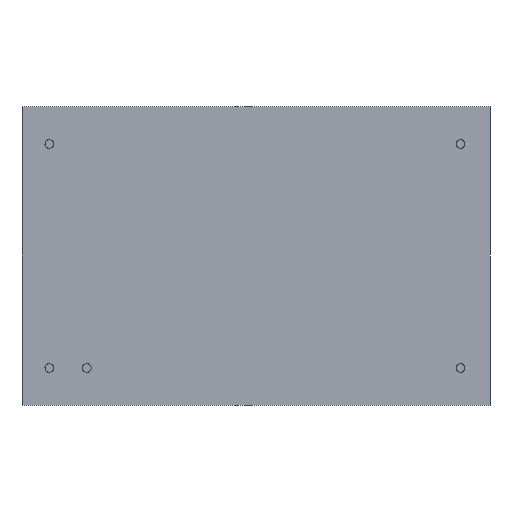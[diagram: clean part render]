
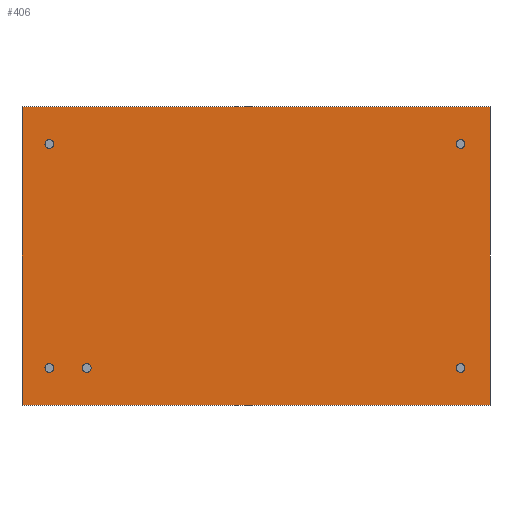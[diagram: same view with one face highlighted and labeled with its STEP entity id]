
A CAD part, front view. The second image highlights one B-rep face of the part: STEP entity #406.
In plain terms, the highlighted planar face has unit normal (0, -1, 0).
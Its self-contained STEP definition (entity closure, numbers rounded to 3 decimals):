
#10 = PLANE ( 'NONE',  #210 ) ;
#14 = EDGE_CURVE ( 'NONE', #452, #228, #448, .T. ) ;
#25 = DIRECTION ( 'NONE',  ( 0., 0., -1. ) ) ;
#26 = EDGE_CURVE ( 'NONE', #602, #214, #313, .T. ) ;
#30 = AXIS2_PLACEMENT_3D ( 'NONE', #321, #165, #227 ) ;
#44 = AXIS2_PLACEMENT_3D ( 'NONE', #373, #139, #244 ) ;
#50 = ORIENTED_EDGE ( 'NONE', *, *, #14, .F. ) ;
#55 = CARTESIAN_POINT ( 'NONE',  ( 0., 0., 0. ) ) ;
#62 = CARTESIAN_POINT ( 'NONE',  ( -11.5, 0., -7.61 ) ) ;
#66 = AXIS2_PLACEMENT_3D ( 'NONE', #629, #485, #476 ) ;
#67 = FACE_BOUND ( 'NONE', #301, .T. ) ;
#73 = CARTESIAN_POINT ( 'NONE',  ( -15.9, 0., -10.15 ) ) ;
#85 = EDGE_CURVE ( 'NONE', #257, #322, #140, .T. ) ;
#90 = CARTESIAN_POINT ( 'NONE',  ( -15.9, 0., 10.15 ) ) ;
#104 = CARTESIAN_POINT ( 'NONE',  ( 13.9, 0., -7.61 ) ) ;
#107 = ORIENTED_EDGE ( 'NONE', *, *, #410, .F. ) ;
#115 = CARTESIAN_POINT ( 'NONE',  ( -15.9, 0., 10.15 ) ) ;
#118 = VERTEX_POINT ( 'NONE', #90 ) ;
#126 = LINE ( 'NONE', #270, #436 ) ;
#130 = DIRECTION ( 'NONE',  ( 0., -1., 0. ) ) ;
#133 = DIRECTION ( 'NONE',  ( 0., 0., 1. ) ) ;
#135 = EDGE_CURVE ( 'NONE', #214, #118, #126, .T. ) ;
#139 = DIRECTION ( 'NONE',  ( 0., -1., 0. ) ) ;
#140 = CIRCLE ( 'NONE', #415, 0.3 ) ;
#145 = EDGE_LOOP ( 'NONE', ( #168, #201 ) ) ;
#147 = DIRECTION ( 'NONE',  ( 0., -1., 0. ) ) ;
#153 = DIRECTION ( 'NONE',  ( 0., -1., 0. ) ) ;
#154 = ORIENTED_EDGE ( 'NONE', *, *, #226, .F. ) ;
#158 = ORIENTED_EDGE ( 'NONE', *, *, #311, .F. ) ;
#161 = ORIENTED_EDGE ( 'NONE', *, *, #135, .F. ) ;
#165 = DIRECTION ( 'NONE',  ( 0., -1., 0. ) ) ;
#166 = DIRECTION ( 'NONE',  ( 0., 0., 1. ) ) ;
#167 = CARTESIAN_POINT ( 'NONE',  ( -11.5, 0., -7.31 ) ) ;
#168 = ORIENTED_EDGE ( 'NONE', *, *, #481, .F. ) ;
#169 = CIRCLE ( 'NONE', #302, 0.3 ) ;
#171 = CARTESIAN_POINT ( 'NONE',  ( -14.04, 0., -7.61 ) ) ;
#175 = VECTOR ( 'NONE', #260, 1000. ) ;
#188 = DIRECTION ( 'NONE',  ( 0., -1., 0. ) ) ;
#192 = EDGE_LOOP ( 'NONE', ( #245, #107 ) ) ;
#194 = CIRCLE ( 'NONE', #231, 0.3 ) ;
#200 = FACE_BOUND ( 'NONE', #145, .T. ) ;
#201 = ORIENTED_EDGE ( 'NONE', *, *, #212, .F. ) ;
#205 = EDGE_LOOP ( 'NONE', ( #161, #269, #506, #412 ) ) ;
#210 = AXIS2_PLACEMENT_3D ( 'NONE', #55, #444, #303 ) ;
#212 = EDGE_CURVE ( 'NONE', #467, #613, #258, .T. ) ;
#213 = EDGE_LOOP ( 'NONE', ( #154, #589 ) ) ;
#214 = VERTEX_POINT ( 'NONE', #382 ) ;
#220 = CARTESIAN_POINT ( 'NONE',  ( -14.04, 0., 7.31 ) ) ;
#226 = EDGE_CURVE ( 'NONE', #338, #515, #484, .T. ) ;
#227 = DIRECTION ( 'NONE',  ( 0., 0., 1. ) ) ;
#228 = VERTEX_POINT ( 'NONE', #337 ) ;
#231 = AXIS2_PLACEMENT_3D ( 'NONE', #104, #147, #363 ) ;
#244 = DIRECTION ( 'NONE',  ( 0., 0., 1. ) ) ;
#245 = ORIENTED_EDGE ( 'NONE', *, *, #611, .F. ) ;
#254 = CARTESIAN_POINT ( 'NONE',  ( 13.9, 0., -7.91 ) ) ;
#257 = VERTEX_POINT ( 'NONE', #480 ) ;
#258 = CIRCLE ( 'NONE', #599, 0.3 ) ;
#259 = CIRCLE ( 'NONE', #535, 0.3 ) ;
#260 = DIRECTION ( 'NONE',  ( 1., 0., 0. ) ) ;
#264 = CARTESIAN_POINT ( 'NONE',  ( 13.9, 0., -7.61 ) ) ;
#269 = ORIENTED_EDGE ( 'NONE', *, *, #26, .F. ) ;
#270 = CARTESIAN_POINT ( 'NONE',  ( -15.9, 0., -10.15 ) ) ;
#287 = CIRCLE ( 'NONE', #369, 0.3 ) ;
#290 = CARTESIAN_POINT ( 'NONE',  ( 15.9, 0., 10.15 ) ) ;
#301 = EDGE_LOOP ( 'NONE', ( #50, #158 ) ) ;
#302 = AXIS2_PLACEMENT_3D ( 'NONE', #408, #513, #465 ) ;
#303 = DIRECTION ( 'NONE',  ( 0., 0., 1. ) ) ;
#309 = VERTEX_POINT ( 'NONE', #290 ) ;
#311 = EDGE_CURVE ( 'NONE', #228, #452, #514, .T. ) ;
#312 = VECTOR ( 'NONE', #527, 1000. ) ;
#313 = LINE ( 'NONE', #73, #312 ) ;
#318 = LINE ( 'NONE', #608, #370 ) ;
#321 = CARTESIAN_POINT ( 'NONE',  ( 13.9, 0., 7.61 ) ) ;
#322 = VERTEX_POINT ( 'NONE', #526 ) ;
#337 = CARTESIAN_POINT ( 'NONE',  ( -14.04, 0., -7.91 ) ) ;
#338 = VERTEX_POINT ( 'NONE', #574 ) ;
#340 = EDGE_CURVE ( 'NONE', #515, #338, #287, .T. ) ;
#344 = ORIENTED_EDGE ( 'NONE', *, *, #85, .F. ) ;
#345 = CARTESIAN_POINT ( 'NONE',  ( -14.04, 0., -7.31 ) ) ;
#361 = VERTEX_POINT ( 'NONE', #399 ) ;
#363 = DIRECTION ( 'NONE',  ( 0., 0., 1. ) ) ;
#369 = AXIS2_PLACEMENT_3D ( 'NONE', #425, #188, #626 ) ;
#370 = VECTOR ( 'NONE', #25, 1000. ) ;
#373 = CARTESIAN_POINT ( 'NONE',  ( -14.04, 0., -7.61 ) ) ;
#382 = CARTESIAN_POINT ( 'NONE',  ( -15.9, 0., -10.15 ) ) ;
#396 = FACE_OUTER_BOUND ( 'NONE', #205, .T. ) ;
#399 = CARTESIAN_POINT ( 'NONE',  ( -11.5, 0., -7.91 ) ) ;
#402 = FACE_BOUND ( 'NONE', #213, .T. ) ;
#406 = ADVANCED_FACE ( 'NONE', ( #402, #495, #200, #556, #67, #396 ), #10, .F. ) ;
#408 = CARTESIAN_POINT ( 'NONE',  ( -11.5, 0., -7.61 ) ) ;
#410 = EDGE_CURVE ( 'NONE', #361, #539, #259, .T. ) ;
#412 = ORIENTED_EDGE ( 'NONE', *, *, #427, .F. ) ;
#414 = CIRCLE ( 'NONE', #30, 0.3 ) ;
#415 = AXIS2_PLACEMENT_3D ( 'NONE', #571, #130, #630 ) ;
#417 = CARTESIAN_POINT ( 'NONE',  ( 13.9, 0., -7.31 ) ) ;
#424 = ORIENTED_EDGE ( 'NONE', *, *, #525, .F. ) ;
#425 = CARTESIAN_POINT ( 'NONE',  ( -14.04, 0., 7.61 ) ) ;
#427 = EDGE_CURVE ( 'NONE', #118, #309, #595, .T. ) ;
#436 = VECTOR ( 'NONE', #468, 1000. ) ;
#444 = DIRECTION ( 'NONE',  ( 0., 1., 0. ) ) ;
#448 = CIRCLE ( 'NONE', #591, 0.3 ) ;
#452 = VERTEX_POINT ( 'NONE', #345 ) ;
#461 = CARTESIAN_POINT ( 'NONE',  ( 15.9, 0., -10.15 ) ) ;
#465 = DIRECTION ( 'NONE',  ( 0., 0., 1. ) ) ;
#467 = VERTEX_POINT ( 'NONE', #254 ) ;
#468 = DIRECTION ( 'NONE',  ( 0., 0., 1. ) ) ;
#476 = DIRECTION ( 'NONE',  ( 0., 0., 1. ) ) ;
#480 = CARTESIAN_POINT ( 'NONE',  ( 13.9, 0., 7.91 ) ) ;
#481 = EDGE_CURVE ( 'NONE', #613, #467, #194, .T. ) ;
#484 = CIRCLE ( 'NONE', #66, 0.3 ) ;
#485 = DIRECTION ( 'NONE',  ( 0., -1., 0. ) ) ;
#494 = EDGE_LOOP ( 'NONE', ( #344, #424 ) ) ;
#495 = FACE_BOUND ( 'NONE', #494, .T. ) ;
#500 = EDGE_CURVE ( 'NONE', #309, #602, #318, .T. ) ;
#506 = ORIENTED_EDGE ( 'NONE', *, *, #500, .F. ) ;
#513 = DIRECTION ( 'NONE',  ( 0., -1., 0. ) ) ;
#514 = CIRCLE ( 'NONE', #44, 0.3 ) ;
#515 = VERTEX_POINT ( 'NONE', #220 ) ;
#525 = EDGE_CURVE ( 'NONE', #322, #257, #414, .T. ) ;
#526 = CARTESIAN_POINT ( 'NONE',  ( 13.9, 0., 7.31 ) ) ;
#527 = DIRECTION ( 'NONE',  ( -1., 0., 0. ) ) ;
#535 = AXIS2_PLACEMENT_3D ( 'NONE', #62, #636, #583 ) ;
#539 = VERTEX_POINT ( 'NONE', #167 ) ;
#556 = FACE_BOUND ( 'NONE', #192, .T. ) ;
#571 = CARTESIAN_POINT ( 'NONE',  ( 13.9, 0., 7.61 ) ) ;
#574 = CARTESIAN_POINT ( 'NONE',  ( -14.04, 0., 7.91 ) ) ;
#583 = DIRECTION ( 'NONE',  ( 0., 0., 1. ) ) ;
#589 = ORIENTED_EDGE ( 'NONE', *, *, #340, .F. ) ;
#591 = AXIS2_PLACEMENT_3D ( 'NONE', #171, #609, #166 ) ;
#595 = LINE ( 'NONE', #115, #175 ) ;
#599 = AXIS2_PLACEMENT_3D ( 'NONE', #264, #153, #133 ) ;
#602 = VERTEX_POINT ( 'NONE', #461 ) ;
#608 = CARTESIAN_POINT ( 'NONE',  ( 15.9, 0., -10.15 ) ) ;
#609 = DIRECTION ( 'NONE',  ( 0., -1., 0. ) ) ;
#611 = EDGE_CURVE ( 'NONE', #539, #361, #169, .T. ) ;
#613 = VERTEX_POINT ( 'NONE', #417 ) ;
#626 = DIRECTION ( 'NONE',  ( 0., 0., 1. ) ) ;
#629 = CARTESIAN_POINT ( 'NONE',  ( -14.04, 0., 7.61 ) ) ;
#630 = DIRECTION ( 'NONE',  ( 0., 0., 1. ) ) ;
#636 = DIRECTION ( 'NONE',  ( 0., -1., 0. ) ) ;
